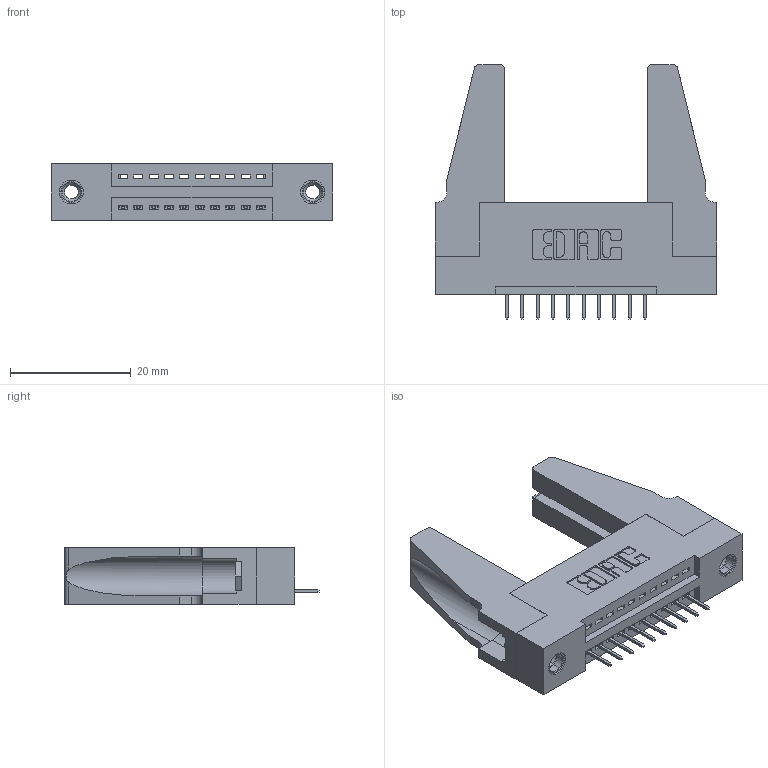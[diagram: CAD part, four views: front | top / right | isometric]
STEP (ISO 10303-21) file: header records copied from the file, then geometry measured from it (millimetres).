
FILE_DESCRIPTION (( 'STEP AP203' ), '1' );
FILE_NAME ('345-010-524-188.STEP', '2019-10-03T21:49:47', ( '' ), ( '' ), 'SwSTEP 2.0', 'SolidWorks 2016', '' );
FILE_SCHEMA (( 'CONFIG_CONTROL_DESIGN' ));
Length unit declared in the file: inch
Products named in the file (5): 345-250-001_345-250-001-102; 345-292-001_345-293-124; 345-010-524-188; 345 Part_Flush Mounting Lugs - 0.156 Dia-TH; 345-220-078_345-220-088
Assembly tree (15 placements, depth 2):
  345-010-524-188
    345 Part_Flush Mounting Lugs - 0.156 Dia-TH
    345-292-001_345-293-124  x10
    345-250-001_345-250-001-102  x2
    345-220-078_345-220-088  x2
Bounding box: 46.63 x 42.21 x 9.4 mm (x, y, z)
Volume: 7380.2 mm3; surface area: 8053.5 mm2
Topology: 15 solids, 15 shells, 870 faces, 2455 edges, 1586 vertices
Faces by surface type: plane 612, cylinder 242, cone 12, torus 4
Entity records: 14056 total; most frequent: CARTESIAN_POINT 2424, ORIENTED_EDGE 2328, DIRECTION 2172, EDGE_CURVE 1164, VECTOR 954, LINE 954, VERTEX_POINT 766, AXIS2_PLACEMENT_3D 609
